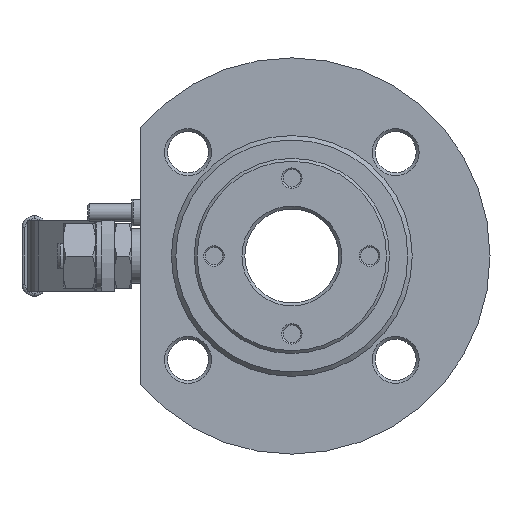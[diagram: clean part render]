
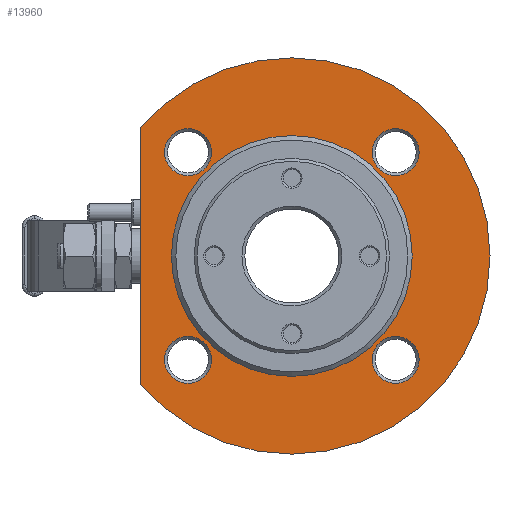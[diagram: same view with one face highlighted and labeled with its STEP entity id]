
A CAD part, left-side view. The second image highlights one B-rep face of the part: STEP entity #13960.
In plain terms, the highlighted planar face has unit normal (-1, 0, 0).
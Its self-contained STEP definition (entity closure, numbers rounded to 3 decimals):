
#475 = VERTEX_POINT ( 'NONE', #478 ) ;
#478 = CARTESIAN_POINT ( 'NONE',  ( -27.5, 0., -41. ) ) ;
#483 = VERTEX_POINT ( 'NONE', #486 ) ;
#486 = CARTESIAN_POINT ( 'NONE',  ( -27.5, -35.355, 43.355 ) ) ;
#487 = VERTEX_POINT ( 'NONE', #490 ) ;
#490 = CARTESIAN_POINT ( 'NONE',  ( -27.5, -35.355, -27.355 ) ) ;
#491 = VERTEX_POINT ( 'NONE', #494 ) ;
#494 = CARTESIAN_POINT ( 'NONE',  ( -27.5, 35.355, 43.355 ) ) ;
#503 = VERTEX_POINT ( 'NONE', #506 ) ;
#506 = CARTESIAN_POINT ( 'NONE',  ( -27.5, 35.355, -27.355 ) ) ;
#974 = VECTOR ( 'NONE', #28876, 1000. ) ;
#1080 = CIRCLE ( 'NONE', #1083, 41. ) ;
#1083 = AXIS2_PLACEMENT_3D ( 'NONE', #30782, #30784, #30786 ) ;
#1113 = CIRCLE ( 'NONE', #1117, 8. ) ;
#1115 = CIRCLE ( 'NONE', #1126, 8. ) ;
#1117 = AXIS2_PLACEMENT_3D ( 'NONE', #30969, #30971, #30973 ) ;
#1126 = AXIS2_PLACEMENT_3D ( 'NONE', #31004, #31006, #31008 ) ;
#1127 = CIRCLE ( 'NONE', #1130, 8. ) ;
#1130 = AXIS2_PLACEMENT_3D ( 'NONE', #31027, #31029, #31031 ) ;
#1160 = CIRCLE ( 'NONE', #1161, 8. ) ;
#1161 = AXIS2_PLACEMENT_3D ( 'NONE', #31174, #31176, #31178 ) ;
#1162 = AXIS2_PLACEMENT_3D ( 'NONE', #31192, #31194, #31196 ) ;
#1165 = CIRCLE ( 'NONE', #1162, 67.5 ) ;
#1743 = AXIS2_PLACEMENT_3D ( 'NONE', #4579, #4580, #4581 ) ;
#2241 = VERTEX_POINT ( 'NONE', #36269 ) ;
#2248 = VERTEX_POINT ( 'NONE', #36276 ) ;
#4514 = FACE_BOUND ( 'NONE', #18862, .T. ) ;
#4563 = FACE_OUTER_BOUND ( 'NONE', #18874, .T. ) ;
#4564 = FACE_BOUND ( 'NONE', #18872, .T. ) ;
#4565 = FACE_BOUND ( 'NONE', #18828, .T. ) ;
#4566 = PLANE ( 'NONE',  #1743 ) ;
#4567 = FACE_BOUND ( 'NONE', #18864, .T. ) ;
#4569 = FACE_BOUND ( 'NONE', #18879, .T. ) ;
#4579 = CARTESIAN_POINT ( 'NONE',  ( -27.5, 67.5, 0. ) ) ;
#4580 = DIRECTION ( 'NONE',  ( -1., 0., 0. ) ) ;
#4581 = DIRECTION ( 'NONE',  ( 0., 0., 1. ) ) ;
#9193 = ORIENTED_EDGE ( 'NONE', *, *, #12940, .T. ) ;
#9194 = ORIENTED_EDGE ( 'NONE', *, *, #12931, .T. ) ;
#9195 = ORIENTED_EDGE ( 'NONE', *, *, #12937, .T. ) ;
#9196 = ORIENTED_EDGE ( 'NONE', *, *, #12961, .T. ) ;
#9197 = ORIENTED_EDGE ( 'NONE', *, *, #11046, .F. ) ;
#9198 = ORIENTED_EDGE ( 'NONE', *, *, #12963, .F. ) ;
#9199 = ORIENTED_EDGE ( 'NONE', *, *, #12905, .T. ) ;
#11046 = EDGE_CURVE ( 'NONE', #2241, #2248, #28874, .T. ) ;
#12905 = EDGE_CURVE ( 'NONE', #475, #475, #1080, .T. ) ;
#12931 = EDGE_CURVE ( 'NONE', #483, #483, #1113, .T. ) ;
#12937 = EDGE_CURVE ( 'NONE', #487, #487, #1115, .T. ) ;
#12940 = EDGE_CURVE ( 'NONE', #491, #491, #1127, .T. ) ;
#12961 = EDGE_CURVE ( 'NONE', #503, #503, #1160, .T. ) ;
#12963 = EDGE_CURVE ( 'NONE', #2248, #2241, #1165, .T. ) ;
#13960 = ADVANCED_FACE ( 'NONE', ( #4514, #4565, #4567, #4569, #4563, #4564 ), #4566, .T. ) ;
#18828 = EDGE_LOOP ( 'NONE', ( #9194 ) ) ;
#18862 = EDGE_LOOP ( 'NONE', ( #9193 ) ) ;
#18864 = EDGE_LOOP ( 'NONE', ( #9195 ) ) ;
#18872 = EDGE_LOOP ( 'NONE', ( #9199 ) ) ;
#18874 = EDGE_LOOP ( 'NONE', ( #9197, #9198 ) ) ;
#18879 = EDGE_LOOP ( 'NONE', ( #9196 ) ) ;
#28874 = LINE ( 'NONE', #28875, #974 ) ;
#28875 = CARTESIAN_POINT ( 'NONE',  ( -27.5, 51.5, -49.5 ) ) ;
#28876 = DIRECTION ( 'NONE',  ( 0., 0., 1. ) ) ;
#30782 = CARTESIAN_POINT ( 'NONE',  ( -27.5, 0., 0. ) ) ;
#30784 = DIRECTION ( 'NONE',  ( 1., 0., 0. ) ) ;
#30786 = DIRECTION ( 'NONE',  ( 0., 0., -1. ) ) ;
#30969 = CARTESIAN_POINT ( 'NONE',  ( -27.5, -35.355, 35.355 ) ) ;
#30971 = DIRECTION ( 'NONE',  ( 1., 0., 0. ) ) ;
#30973 = DIRECTION ( 'NONE',  ( 0., 0., 1. ) ) ;
#31004 = CARTESIAN_POINT ( 'NONE',  ( -27.5, -35.355, -35.355 ) ) ;
#31006 = DIRECTION ( 'NONE',  ( 1., 0., 0. ) ) ;
#31008 = DIRECTION ( 'NONE',  ( 0., 0., 1. ) ) ;
#31027 = CARTESIAN_POINT ( 'NONE',  ( -27.5, 35.355, 35.355 ) ) ;
#31029 = DIRECTION ( 'NONE',  ( 1., 0., 0. ) ) ;
#31031 = DIRECTION ( 'NONE',  ( 0., 0., 1. ) ) ;
#31174 = CARTESIAN_POINT ( 'NONE',  ( -27.5, 35.355, -35.355 ) ) ;
#31176 = DIRECTION ( 'NONE',  ( 1., 0., 0. ) ) ;
#31178 = DIRECTION ( 'NONE',  ( 0., 0., 1. ) ) ;
#31192 = CARTESIAN_POINT ( 'NONE',  ( -27.5, 0., 0. ) ) ;
#31194 = DIRECTION ( 'NONE',  ( 1., 0., 0. ) ) ;
#31196 = DIRECTION ( 'NONE',  ( 0., 0., -1. ) ) ;
#36269 = CARTESIAN_POINT ( 'NONE',  ( -27.5, 51.5, -43.635 ) ) ;
#36276 = CARTESIAN_POINT ( 'NONE',  ( -27.5, 51.5, 43.635 ) ) ;
